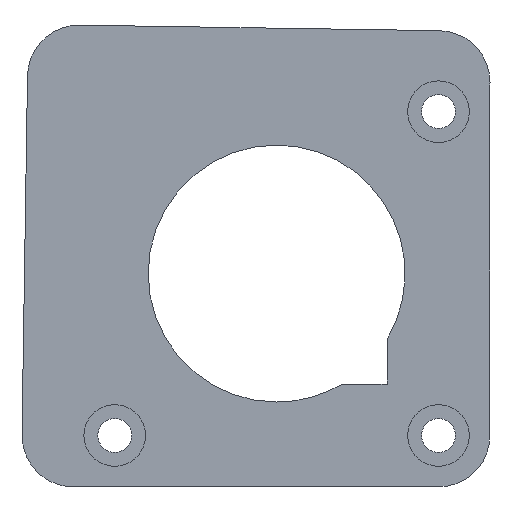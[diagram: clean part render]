
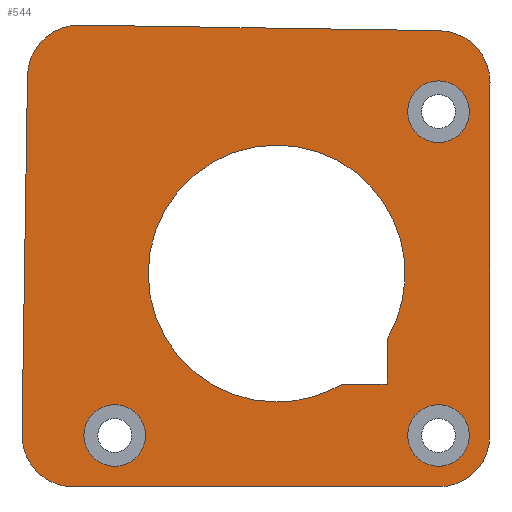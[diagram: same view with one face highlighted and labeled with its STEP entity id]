
A CAD part, front view. The second image highlights one B-rep face of the part: STEP entity #544.
In plain terms, the highlighted free-form (B-spline) face has degree [1, 1] with [2, 2] control points.
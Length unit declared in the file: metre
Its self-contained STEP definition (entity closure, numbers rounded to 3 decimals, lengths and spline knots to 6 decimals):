
#20=B_SPLINE_SURFACE_WITH_KNOTS('',1,1,((#957,#958),(#959,#960)),
 .PLANE_SURF.,.F.,.F.,.F.,(2,2),(2,2),(0.,1.),(0.,1.),.UNSPECIFIED.);
#27=LINE('',#868,#53);
#29=LINE('',#875,#55);
#34=LINE('',#889,#60);
#38=LINE('',#901,#64);
#40=LINE('',#908,#66);
#44=LINE('',#930,#70);
#48=LINE('',#942,#74);
#53=VECTOR('',#648,1.);
#55=VECTOR('',#650,1.);
#60=VECTOR('',#655,1.);
#64=VECTOR('',#659,1.);
#66=VECTOR('',#661,1.);
#70=VECTOR('',#669,1.);
#74=VECTOR('',#673,1.);
#175=ORIENTED_EDGE('',*,*,#296,.T.);
#176=ORIENTED_EDGE('',*,*,#306,.T.);
#177=ORIENTED_EDGE('',*,*,#279,.T.);
#178=ORIENTED_EDGE('',*,*,#276,.T.);
#179=ORIENTED_EDGE('',*,*,#301,.T.);
#180=ORIENTED_EDGE('',*,*,#283,.T.);
#181=ORIENTED_EDGE('',*,*,#316,.T.);
#182=ORIENTED_EDGE('',*,*,#302,.T.);
#183=ORIENTED_EDGE('',*,*,#317,.T.);
#184=ORIENTED_EDGE('',*,*,#318,.T.);
#185=ORIENTED_EDGE('',*,*,#294,.T.);
#186=ORIENTED_EDGE('',*,*,#319,.T.);
#187=ORIENTED_EDGE('',*,*,#290,.F.);
#188=ORIENTED_EDGE('',*,*,#320,.T.);
#189=ORIENTED_EDGE('',*,*,#285,.F.);
#190=ORIENTED_EDGE('',*,*,#254,.F.);
#191=ORIENTED_EDGE('',*,*,#321,.F.);
#192=ORIENTED_EDGE('',*,*,#262,.F.);
#193=ORIENTED_EDGE('',*,*,#322,.F.);
#194=ORIENTED_EDGE('',*,*,#270,.F.);
#195=ORIENTED_EDGE('',*,*,#323,.F.);
#254=EDGE_CURVE('',#334,#335,#386,.F.);
#262=EDGE_CURVE('',#342,#343,#390,.F.);
#270=EDGE_CURVE('',#350,#351,#394,.F.);
#276=EDGE_CURVE('',#357,#356,#397,.T.);
#279=EDGE_CURVE('',#359,#357,#399,.T.);
#283=EDGE_CURVE('',#363,#362,#27,.T.);
#285=EDGE_CURVE('',#363,#364,#29,.T.);
#290=EDGE_CURVE('',#368,#369,#34,.T.);
#294=EDGE_CURVE('',#373,#372,#38,.T.);
#296=EDGE_CURVE('',#374,#375,#40,.T.);
#301=EDGE_CURVE('',#356,#374,#401,.T.);
#302=EDGE_CURVE('',#378,#379,#44,.T.);
#306=EDGE_CURVE('',#375,#359,#48,.T.);
#316=EDGE_CURVE('',#362,#378,#410,.F.);
#317=EDGE_CURVE('',#379,#383,#411,.F.);
#318=EDGE_CURVE('',#383,#373,#412,.F.);
#319=EDGE_CURVE('',#372,#369,#413,.F.);
#320=EDGE_CURVE('',#368,#364,#414,.F.);
#321=EDGE_CURVE('',#335,#334,#415,.F.);
#322=EDGE_CURVE('',#343,#342,#416,.F.);
#323=EDGE_CURVE('',#351,#350,#417,.F.);
#334=VERTEX_POINT('',#747);
#335=VERTEX_POINT('',#748);
#342=VERTEX_POINT('',#783);
#343=VERTEX_POINT('',#784);
#350=VERTEX_POINT('',#819);
#351=VERTEX_POINT('',#820);
#356=VERTEX_POINT('',#841);
#357=VERTEX_POINT('',#843);
#359=VERTEX_POINT('',#857);
#362=VERTEX_POINT('',#867);
#363=VERTEX_POINT('',#869);
#364=VERTEX_POINT('',#876);
#368=VERTEX_POINT('',#888);
#369=VERTEX_POINT('',#890);
#372=VERTEX_POINT('',#900);
#373=VERTEX_POINT('',#902);
#374=VERTEX_POINT('',#909);
#375=VERTEX_POINT('',#910);
#378=VERTEX_POINT('',#931);
#379=VERTEX_POINT('',#932);
#383=VERTEX_POINT('',#963);
#386=CIRCLE('',#573,0.003);
#390=CIRCLE('',#577,0.003);
#394=CIRCLE('',#581,0.003);
#397=CIRCLE('',#584,0.0125);
#399=CIRCLE('',#586,0.0125);
#401=CIRCLE('',#588,0.0125);
#410=CIRCLE('',#597,0.005);
#411=CIRCLE('',#598,0.005);
#412=CIRCLE('',#599,0.005);
#413=CIRCLE('',#600,0.005);
#414=CIRCLE('',#601,0.005);
#415=CIRCLE('',#602,0.003);
#416=CIRCLE('',#603,0.003);
#417=CIRCLE('',#604,0.003);
#445=EDGE_LOOP('',(#175,#176,#177,#178,#179));
#446=EDGE_LOOP('',(#180,#181,#182,#183,#184,#185,#186,#187,#188,#189));
#447=EDGE_LOOP('',(#190,#191));
#448=EDGE_LOOP('',(#192,#193));
#449=EDGE_LOOP('',(#194,#195));
#487=FACE_BOUND('',#445,.T.);
#488=FACE_BOUND('',#446,.T.);
#489=FACE_BOUND('',#447,.T.);
#490=FACE_BOUND('',#448,.T.);
#491=FACE_BOUND('',#449,.T.);
#544=ADVANCED_FACE('',(#487,#488,#489,#490,#491),#20,.F.);
#573=AXIS2_PLACEMENT_3D('',#746,#617,#618);
#577=AXIS2_PLACEMENT_3D('',#782,#625,#626);
#581=AXIS2_PLACEMENT_3D('',#818,#633,#634);
#584=AXIS2_PLACEMENT_3D('',#842,#639,#640);
#586=AXIS2_PLACEMENT_3D('',#856,#643,#644);
#588=AXIS2_PLACEMENT_3D('',#925,#667,#668);
#597=AXIS2_PLACEMENT_3D('',#961,#691,#692);
#598=AXIS2_PLACEMENT_3D('',#962,#693,#694);
#599=AXIS2_PLACEMENT_3D('',#964,#695,#696);
#600=AXIS2_PLACEMENT_3D('',#965,#697,#698);
#601=AXIS2_PLACEMENT_3D('',#966,#699,#700);
#602=AXIS2_PLACEMENT_3D('',#967,#701,#702);
#603=AXIS2_PLACEMENT_3D('',#968,#703,#704);
#604=AXIS2_PLACEMENT_3D('',#969,#705,#706);
#617=DIRECTION('',(0.,1.,0.));
#618=DIRECTION('',(0.,0.,1.));
#625=DIRECTION('',(0.,1.,0.));
#626=DIRECTION('',(0.,0.,1.));
#633=DIRECTION('',(0.,1.,0.));
#634=DIRECTION('',(0.,0.,1.));
#639=DIRECTION('',(0.,1.,0.));
#640=DIRECTION('',(0.,0.,1.));
#643=DIRECTION('',(0.,1.,0.));
#644=DIRECTION('',(0.,0.,1.));
#648=DIRECTION('',(0.015,0.,1.));
#650=DIRECTION('',(0.,0.,-1.));
#655=DIRECTION('',(-1.,0.,0.));
#659=DIRECTION('',(-0.015,0.,-1.));
#661=DIRECTION('',(0.,0.,-1.));
#667=DIRECTION('',(0.,1.,0.));
#668=DIRECTION('',(0.,0.,1.));
#669=DIRECTION('',(-1.,0.,0.015));
#673=DIRECTION('',(-1.,0.,0.));
#691=DIRECTION('',(0.,1.,0.));
#692=DIRECTION('',(0.,0.,1.));
#693=DIRECTION('',(0.,1.,0.));
#694=DIRECTION('',(0.,0.,1.));
#695=DIRECTION('',(0.,1.,0.));
#696=DIRECTION('',(0.,0.,1.));
#697=DIRECTION('',(0.,1.,0.));
#698=DIRECTION('',(0.,0.,1.));
#699=DIRECTION('',(0.,1.,0.));
#700=DIRECTION('',(0.,0.,1.));
#701=DIRECTION('',(0.,1.,0.));
#702=DIRECTION('',(0.,0.,1.));
#703=DIRECTION('',(0.,1.,0.));
#704=DIRECTION('',(0.,0.,1.));
#705=DIRECTION('',(0.,1.,0.));
#706=DIRECTION('',(0.,0.,1.));
#746=CARTESIAN_POINT('',(-0.005087,0.02,-0.05195));
#747=CARTESIAN_POINT('',(-0.005087,0.02,-0.05495));
#748=CARTESIAN_POINT('',(-0.005087,0.02,-0.04895));
#782=CARTESIAN_POINT('',(-0.005087,0.02,-0.08345));
#783=CARTESIAN_POINT('',(-0.005087,0.02,-0.08645));
#784=CARTESIAN_POINT('',(-0.005087,0.02,-0.08045));
#818=CARTESIAN_POINT('',(-0.036587,0.02,-0.08345));
#819=CARTESIAN_POINT('',(-0.036587,0.02,-0.08645));
#820=CARTESIAN_POINT('',(-0.036587,0.02,-0.08045));
#841=CARTESIAN_POINT('',(-0.020837,0.02,-0.0552));
#842=CARTESIAN_POINT('',(-0.020837,0.02,-0.0677));
#843=CARTESIAN_POINT('',(-0.020837,0.02,-0.0802));
#856=CARTESIAN_POINT('',(-0.020837,0.02,-0.0677));
#857=CARTESIAN_POINT('',(-0.014458,0.02,-0.07845));
#867=CARTESIAN_POINT('',(-0.000077,0.02,-0.049144));
#868=CARTESIAN_POINT('',(-0.000043,0.02,-0.046968));
#869=CARTESIAN_POINT('',(-0.000087,0.02,-0.049791));
#875=CARTESIAN_POINT('',(-0.000087,0.02,-0.069121));
#876=CARTESIAN_POINT('',(-0.000087,0.02,-0.08345));
#888=CARTESIAN_POINT('',(-0.005087,0.02,-0.08845));
#889=CARTESIAN_POINT('',(-0.018337,0.02,-0.08845));
#890=CARTESIAN_POINT('',(-0.040607,0.02,-0.08845));
#900=CARTESIAN_POINT('',(-0.045606,0.02,-0.083373));
#901=CARTESIAN_POINT('',(-0.045339,0.02,-0.065952));
#902=CARTESIAN_POINT('',(-0.045071,0.02,-0.048455));
#908=CARTESIAN_POINT('',(-0.010087,0.02,-0.076264));
#909=CARTESIAN_POINT('',(-0.010087,0.02,-0.074079));
#910=CARTESIAN_POINT('',(-0.010087,0.02,-0.07845));
#925=CARTESIAN_POINT('',(-0.020837,0.02,-0.0677));
#930=CARTESIAN_POINT('',(-0.022497,0.02,-0.0438));
#931=CARTESIAN_POINT('',(-0.004999,0.02,-0.044068));
#932=CARTESIAN_POINT('',(-0.039995,0.02,-0.043532));
#942=CARTESIAN_POINT('',(-0.012272,0.02,-0.07845));
#957=CARTESIAN_POINT('',(0.002501,0.02,-0.090709));
#958=CARTESIAN_POINT('',(0.002501,0.02,-0.041002));
#959=CARTESIAN_POINT('',(-0.048184,0.02,-0.090709));
#960=CARTESIAN_POINT('',(-0.048184,0.02,-0.041002));
#961=CARTESIAN_POINT('',(-0.005076,0.02,-0.049067));
#962=CARTESIAN_POINT('',(-0.040072,0.02,-0.048531));
#963=CARTESIAN_POINT('',(-0.040072,0.02,-0.043531));
#964=CARTESIAN_POINT('',(-0.040072,0.02,-0.048531));
#965=CARTESIAN_POINT('',(-0.040607,0.02,-0.08345));
#966=CARTESIAN_POINT('',(-0.005087,0.02,-0.08345));
#967=CARTESIAN_POINT('',(-0.005087,0.02,-0.05195));
#968=CARTESIAN_POINT('',(-0.005087,0.02,-0.08345));
#969=CARTESIAN_POINT('',(-0.036587,0.02,-0.08345));
